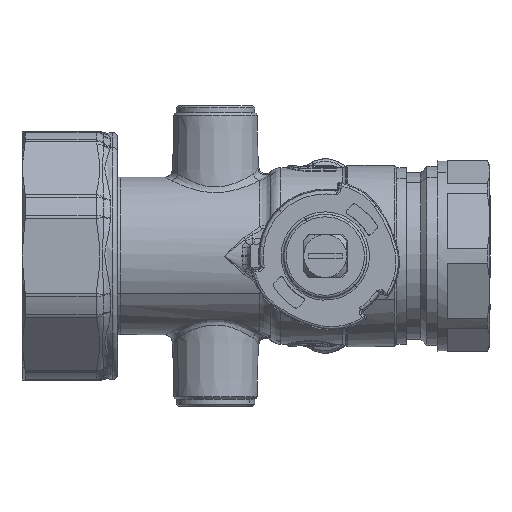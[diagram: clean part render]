
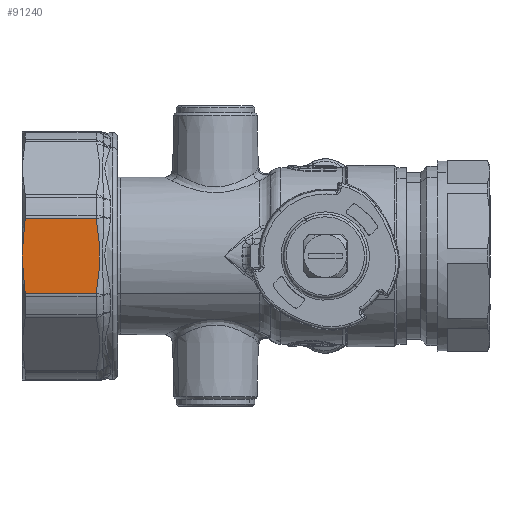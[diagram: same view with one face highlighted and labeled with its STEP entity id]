
A CAD part, left-side view. The second image highlights one B-rep face of the part: STEP entity #91240.
In plain terms, the highlighted planar face has unit normal (-1, 0, 0).
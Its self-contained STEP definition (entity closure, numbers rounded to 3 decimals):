
#86923=CARTESIAN_POINT('Vertex',(-151.4,47.963,-7.846)) ;
#86966=CARTESIAN_POINT('Vertex',(-151.4,47.963,7.846)) ;
#87372=CARTESIAN_POINT('Control Point',(-151.4,47.963,7.846)) ;
#87373=CARTESIAN_POINT('Control Point',(-151.4,47.75,6.658)) ;
#87374=CARTESIAN_POINT('Control Point',(-151.4,47.574,5.475)) ;
#87375=CARTESIAN_POINT('Control Point',(-151.4,47.438,4.297)) ;
#87376=CARTESIAN_POINT('Control Point',(-151.4,47.193,1.301)) ;
#87377=CARTESIAN_POINT('Control Point',(-151.4,47.216,-1.682)) ;
#87378=CARTESIAN_POINT('Control Point',(-151.4,47.329,-3.497)) ;
#87379=CARTESIAN_POINT('Control Point',(-151.4,47.557,-5.459)) ;
#87380=CARTESIAN_POINT('Control Point',(-151.4,47.891,-7.436)) ;
#87381=CARTESIAN_POINT('Control Point',(-151.4,47.914,-7.573)) ;
#87382=CARTESIAN_POINT('Control Point',(-151.4,47.938,-7.709)) ;
#87383=CARTESIAN_POINT('Control Point',(-151.4,47.963,-7.846)) ;
#91177=CARTESIAN_POINT('Line Origine',(-151.4,55.221,-7.846)) ;
#91181=CARTESIAN_POINT('Vertex',(-151.4,62.831,-7.846)) ;
#91197=CARTESIAN_POINT('Axis2P3D Location',(-151.4,35.181,0.)) ;
#91202=CARTESIAN_POINT('Line Origine',(-151.4,55.397,7.846)) ;
#91206=CARTESIAN_POINT('Vertex',(-151.4,62.831,7.846)) ;
#91210=CARTESIAN_POINT('Control Point',(-151.4,63.5,0.)) ;
#91211=CARTESIAN_POINT('Control Point',(-151.4,63.5,1.254)) ;
#91212=CARTESIAN_POINT('Control Point',(-151.4,63.456,2.509)) ;
#91213=CARTESIAN_POINT('Control Point',(-151.4,63.369,3.765)) ;
#91214=CARTESIAN_POINT('Control Point',(-151.4,63.207,5.335)) ;
#91215=CARTESIAN_POINT('Control Point',(-151.4,62.98,6.911)) ;
#91216=CARTESIAN_POINT('Control Point',(-151.4,62.933,7.223)) ;
#91217=CARTESIAN_POINT('Control Point',(-151.4,62.883,7.534)) ;
#91218=CARTESIAN_POINT('Control Point',(-151.4,62.831,7.846)) ;
#91219=CARTESIAN_POINT('Vertex',(-151.4,63.5,0.)) ;
#91223=CARTESIAN_POINT('Control Point',(-151.4,62.831,-7.846)) ;
#91224=CARTESIAN_POINT('Control Point',(-151.4,63.042,-6.584)) ;
#91225=CARTESIAN_POINT('Control Point',(-151.4,63.213,-5.325)) ;
#91226=CARTESIAN_POINT('Control Point',(-151.4,63.342,-4.071)) ;
#91227=CARTESIAN_POINT('Control Point',(-151.4,63.451,-2.505)) ;
#91228=CARTESIAN_POINT('Control Point',(-151.4,63.492,-0.942)) ;
#91229=CARTESIAN_POINT('Control Point',(-151.4,63.497,-0.628)) ;
#91230=CARTESIAN_POINT('Control Point',(-151.4,63.5,-0.314)) ;
#91231=CARTESIAN_POINT('Control Point',(-151.4,63.5,0.)) ;
#91178=DIRECTION('Vector Direction',(0.,1.,0.)) ;
#91198=DIRECTION('Axis2P3D Direction',(-1.,0.,0.)) ;
#91199=DIRECTION('Axis2P3D XDirection',(0.,1.,0.)) ;
#91203=DIRECTION('Vector Direction',(0.,1.,0.)) ;
#91200=AXIS2_PLACEMENT_3D('Plane Axis2P3D',#91197,#91198,#91199) ;
#91234=ORIENTED_EDGE('',*,*,#91183,.T.) ;
#91235=ORIENTED_EDGE('',*,*,#87384,.T.) ;
#91236=ORIENTED_EDGE('',*,*,#91208,.F.) ;
#91237=ORIENTED_EDGE('',*,*,#91221,.F.) ;
#91238=ORIENTED_EDGE('',*,*,#91232,.F.) ;
#91179=VECTOR('Line Direction',#91178,1.) ;
#91204=VECTOR('Line Direction',#91203,1.) ;
#91240=ADVANCED_FACE('PartBody',(#91239),#91201,.T.) ;
#87371=B_SPLINE_CURVE_WITH_KNOTS('',5,(#87372,#87373,#87374,#87375,#87376,#87377,#87378,#87379,#87380,#87381,#87382,#87383),.UNSPECIFIED.,.F.,.U.,(6,3,3,6),(4.594,13.328,26.865,27.871),.UNSPECIFIED.) ;
#91209=B_SPLINE_CURVE_WITH_KNOTS('',5,(#91210,#91211,#91212,#91213,#91214,#91215,#91216,#91217,#91218),.UNSPECIFIED.,.F.,.U.,(6,3,6),(11.485,20.702,22.97),.UNSPECIFIED.) ;
#91222=B_SPLINE_CURVE_WITH_KNOTS('',5,(#91223,#91224,#91225,#91226,#91227,#91228,#91229,#91230,#91231),.UNSPECIFIED.,.F.,.U.,(6,3,6),(0.,9.178,11.485),.UNSPECIFIED.) ;
#87384=EDGE_CURVE('',#86924,#86967,#87371,.F.) ;
#91183=EDGE_CURVE('',#91182,#86924,#91180,.F.) ;
#91208=EDGE_CURVE('',#91207,#86967,#91205,.F.) ;
#91221=EDGE_CURVE('',#91220,#91207,#91209,.T.) ;
#91232=EDGE_CURVE('',#91182,#91220,#91222,.T.) ;
#91233=EDGE_LOOP('',(#91234,#91235,#91236,#91237,#91238)) ;
#91239=FACE_OUTER_BOUND('',#91233,.T.) ;
#91180=LINE('Line',#91177,#91179) ;
#91205=LINE('Line',#91202,#91204) ;
#91201=PLANE('',#91200) ;
#86924=VERTEX_POINT('',#86923) ;
#86967=VERTEX_POINT('',#86966) ;
#91182=VERTEX_POINT('',#91181) ;
#91207=VERTEX_POINT('',#91206) ;
#91220=VERTEX_POINT('',#91219) ;
